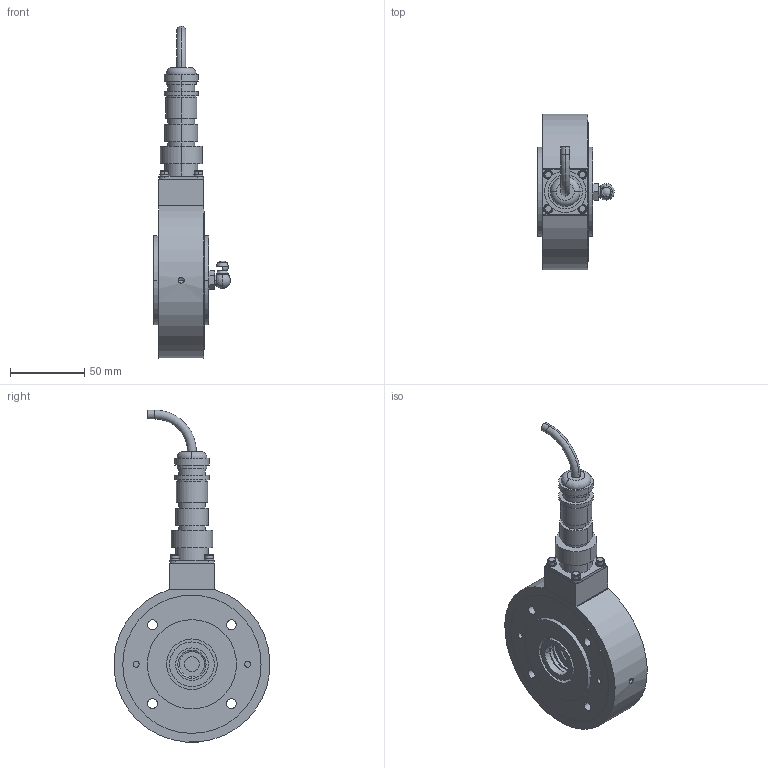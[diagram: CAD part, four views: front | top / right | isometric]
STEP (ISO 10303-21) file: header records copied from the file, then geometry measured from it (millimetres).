
FILE_DESCRIPTION((''),'2;1');
FILE_NAME('50210.stp','2007-09-21T15:52:59',(''),(''),'Mechanical Desktop 2007','Mechanical Desktop 2007',', , ');
FILE_SCHEMA(('CONFIG_CONTROL_DESIGN'));
Length unit declared in the file: millimetre
Products named in the file (28): ZEICHNUNG7; L50210; L4795904; L47958; L47958A; L49601A; L49601; L49026; TEIL1; I-6KT_SCHRAUBE_M5X25_NKA; I-6KT_SCHRAUBE_M5X25_NK; I-6KT_SCHRAUBE_M3X25A; I-6KT_SCHRAUBE_M3X25; FEDERRING_M3; FEDERRING_M3A; V_RING_V22A; V_RING_V22AA; PENDELKUGELLAGER_1203TVA; PENDELKUGELLAGER_1203TV; SICHERUNGSRING_J40A; SICHERUNGSRING_J40; KABELDOSE_PG_AMPH_4-POLA; KABELDOSE_PG_AMPH_4-POL; L4340302; TEIL1A; SCHMIERNIPPEL_M10_A3A; SCHMIERNIPPEL_M10_A3; RM_SDB
Assembly tree (37 placements, depth 4):
  ZEICHNUNG7
    L50210
      L4795904
      L47958
        L47958A
      L49601A
        L49601
      L49026
        TEIL1
      I-6KT_SCHRAUBE_M5X25_NKA  x2
        I-6KT_SCHRAUBE_M5X25_NK
      I-6KT_SCHRAUBE_M3X25A  x4
        I-6KT_SCHRAUBE_M3X25
      FEDERRING_M3  x4
        FEDERRING_M3A
      V_RING_V22A
        V_RING_V22AA
      PENDELKUGELLAGER_1203TVA
        PENDELKUGELLAGER_1203TV
      SICHERUNGSRING_J40A
        SICHERUNGSRING_J40
      KABELDOSE_PG_AMPH_4-POLA
        KABELDOSE_PG_AMPH_4-POL
      L4340302  x2
        TEIL1A
      SCHMIERNIPPEL_M10_A3A
        SCHMIERNIPPEL_M10_A3
    RM_SDB  x3
Bounding box: 51.66 x 104.91 x 223.31 mm (x, y, z)
Volume: 295725.1 mm3; surface area: 105851.8 mm2
Topology: 21 solids, 21 shells, 398 faces, 949 edges, 627 vertices
Faces by surface type: cylinder 231, plane 111, cone 24, torus 24, bspline 4, sphere 4
Entity records: 10955 total; most frequent: CARTESIAN_POINT 2158, DIRECTION 1932, ORIENTED_EDGE 1490, AXIS2_PLACEMENT_3D 834, EDGE_CURVE 745, VERTEX_POINT 499, CIRCLE 463, EDGE_LOOP 440
